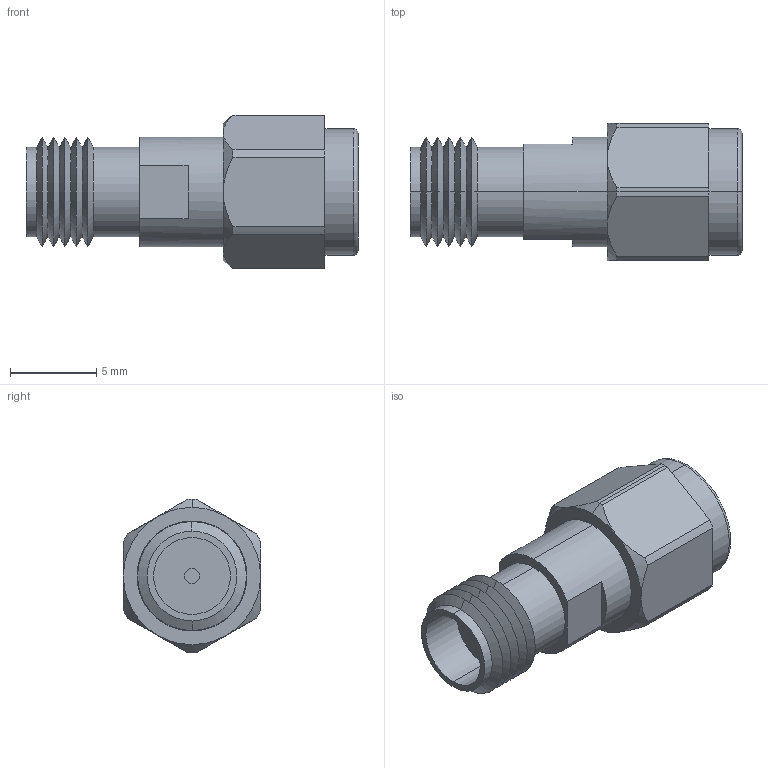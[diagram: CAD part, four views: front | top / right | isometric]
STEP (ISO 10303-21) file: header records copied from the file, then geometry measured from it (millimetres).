
FILE_DESCRIPTION (( 'STEP AP214' ), '1' );
FILE_NAME ('PE91009.STEP', '2020-02-14T15:56:36', ( '' ), ( '' ), 'SwSTEP 2.0', 'SolidWorks 2018', '' );
FILE_SCHEMA (( 'AUTOMOTIVE_DESIGN' ));
Length unit declared in the file: inch
Products named in the file (1): PE91009
Bounding box: 19.2 x 7.94 x 8.89 mm (x, y, z)
Volume: 503.9 mm3; surface area: 790.5 mm2
Topology: 1 solids, 1 shells, 104 faces, 237 edges, 142 vertices
Faces by surface type: cylinder 44, cone 34, plane 19, torus 4, bspline 3
Entity records: 3928 total; most frequent: CARTESIAN_POINT 1564, DIRECTION 489, ORIENTED_EDGE 474, EDGE_CURVE 237, AXIS2_PLACEMENT_3D 199, VERTEX_POINT 142, EDGE_LOOP 111, ADVANCED_FACE 104
